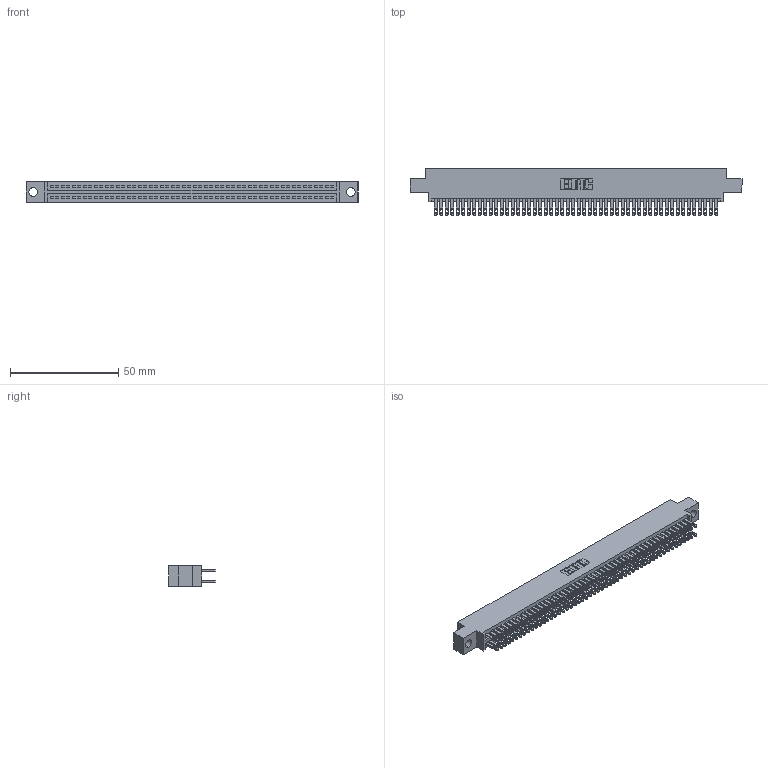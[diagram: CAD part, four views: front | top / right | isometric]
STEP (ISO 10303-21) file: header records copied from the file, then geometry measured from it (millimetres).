
FILE_DESCRIPTION (( 'STEP AP203' ), '1' );
FILE_NAME ('345-104-500-804.STEP', '2021-05-21T13:20:02', ( '' ), ( '' ), 'SwSTEP 2.0', 'SolidWorks 2020', '' );
FILE_SCHEMA (( 'CONFIG_CONTROL_DESIGN' ));
Length unit declared in the file: inch
Products named in the file (3): 345-104-500-804; 345-292-001_345-293-100; 345 Part_0.170 Offset - 0.156 Dia-TI
Assembly tree (105 placements, depth 2):
  345-104-500-804
    345 Part_0.170 Offset - 0.156 Dia-TI
    345-292-001_345-293-100  x104
Bounding box: 153.29 x 21.51 x 9.4 mm (x, y, z)
Volume: 15081.9 mm3; surface area: 23543.1 mm2
Topology: 105 solids, 105 shells, 4928 faces, 15053 edges, 10034 vertices
Faces by surface type: plane 2906, cylinder 2022
Entity records: 39935 total; most frequent: CARTESIAN_POINT 6690, ORIENTED_EDGE 6622, DIRECTION 5887, EDGE_CURVE 3311, LINE 2967, VECTOR 2967, VERTEX_POINT 2206, AXIS2_PLACEMENT_3D 1460
